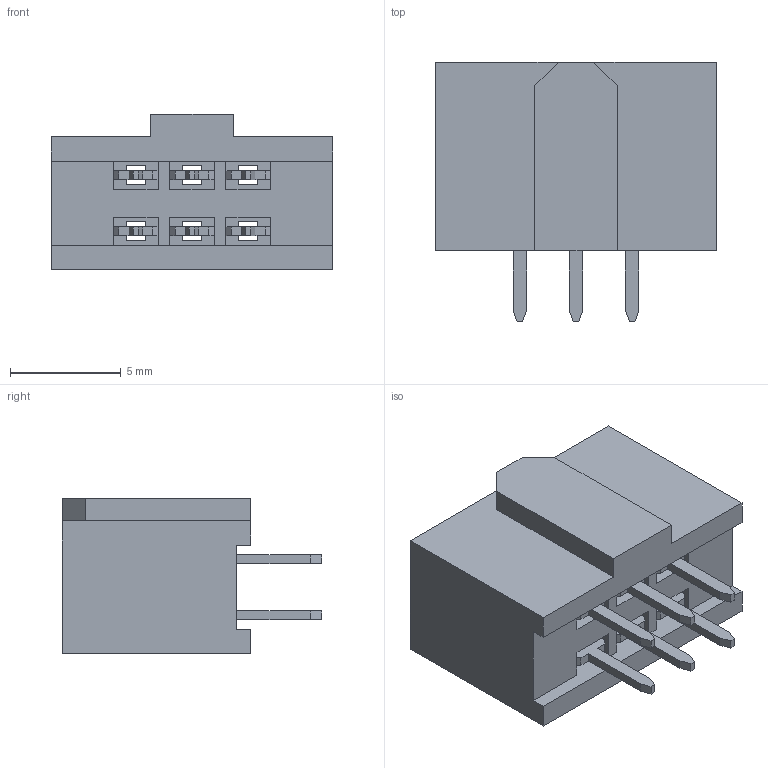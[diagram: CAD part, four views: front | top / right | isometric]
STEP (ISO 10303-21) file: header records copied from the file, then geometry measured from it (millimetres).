
FILE_DESCRIPTION (( 'STEP AP214' ), '1' );
FILE_NAME ('SFH11-NBPC-D03-ST-BK.STEP', '2023-04-26T08:21:34', ( '' ), ( '' ), 'SwSTEP 2.0', 'SolidWorks 2021', '' );
FILE_SCHEMA (( 'AUTOMOTIVE_DESIGN' ));
Length unit declared in the file: inch
Products named in the file (3): SFH11-xC-Dx-ST-BK body_03; SFH11-NBPC-D03-ST-BK; pin^SFH11-xC-Dx-ST-BK Ass
Assembly tree (7 placements, depth 2):
  SFH11-NBPC-D03-ST-BK
    SFH11-xC-Dx-ST-BK body_03
    pin^SFH11-xC-Dx-ST-BK Ass  x6
Bounding box: 12.7 x 11.71 x 7.01 mm (x, y, z)
Volume: 556.5 mm3; surface area: 980.6 mm2
Topology: 7 solids, 7 shells, 202 faces, 564 edges, 376 vertices
Faces by surface type: plane 166, cylinder 36
Entity records: 2983 total; most frequent: CARTESIAN_POINT 512, ORIENTED_EDGE 498, DIRECTION 455, EDGE_CURVE 249, VECTOR 237, LINE 237, VERTEX_POINT 166, AXIS2_PLACEMENT_3D 109
